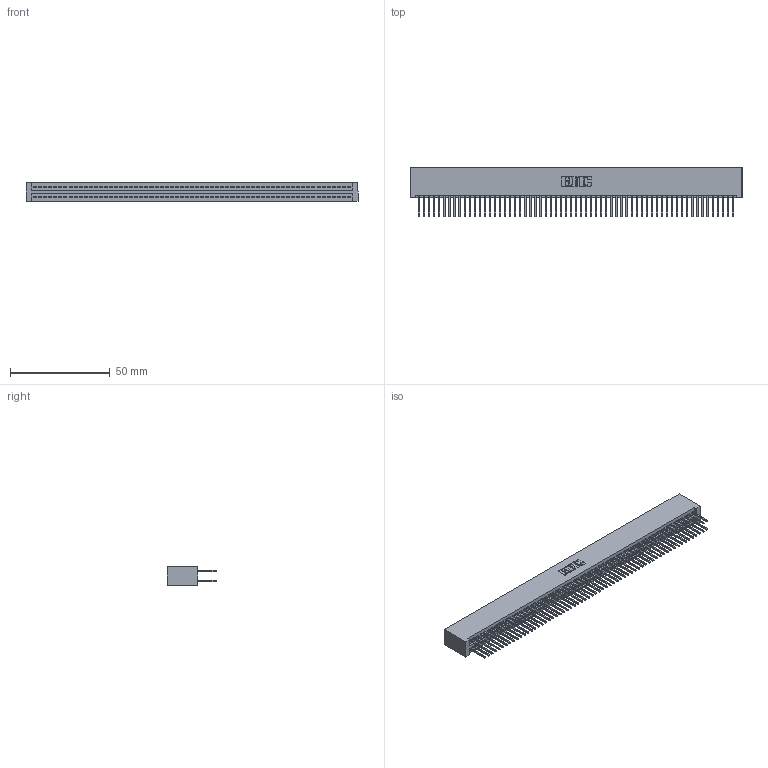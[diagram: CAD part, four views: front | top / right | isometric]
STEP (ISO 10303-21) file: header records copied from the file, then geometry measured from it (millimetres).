
FILE_DESCRIPTION (( 'STEP AP203' ), '1' );
FILE_NAME ('395-126-523-201.STEP', '2018-12-04T03:47:07', ( '' ), ( '' ), 'SwSTEP 2.0', 'SolidWorks 2016', '' );
FILE_SCHEMA (( 'CONFIG_CONTROL_DESIGN' ));
Length unit declared in the file: inch
Products named in the file (3): 345 Part_No Mounting Lugs; 395-126-523-201; 345-292-001_345-293-123
Assembly tree (127 placements, depth 2):
  395-126-523-201
    345 Part_No Mounting Lugs
    345-292-001_345-293-123  x126
Bounding box: 166.62 x 24.82 x 9.4 mm (x, y, z)
Volume: 17255.2 mm3; surface area: 27374.4 mm2
Topology: 127 solids, 127 shells, 6418 faces, 19091 edges, 12558 vertices
Faces by surface type: plane 4234, cylinder 2184
Entity records: 46345 total; most frequent: CARTESIAN_POINT 7748, ORIENTED_EDGE 7682, DIRECTION 6801, EDGE_CURVE 3841, LINE 3465, VECTOR 3465, VERTEX_POINT 2558, AXIS2_PLACEMENT_3D 1668
